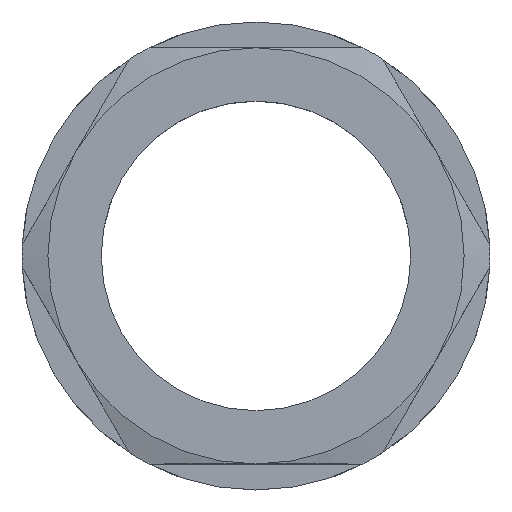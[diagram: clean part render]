
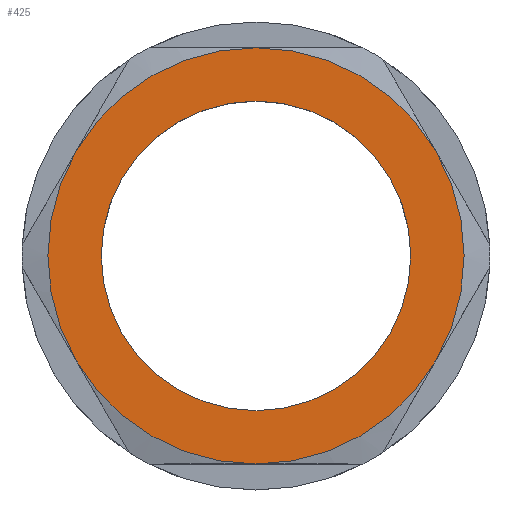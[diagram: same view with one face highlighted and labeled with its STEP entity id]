
A CAD part, top view. The second image highlights one B-rep face of the part: STEP entity #425.
In plain terms, the highlighted planar face has unit normal (0, 0, 1).
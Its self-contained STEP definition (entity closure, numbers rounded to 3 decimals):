
#19 = AXIS2_PLACEMENT_3D ( 'NONE', #441, #440, #437 ) ;
#41 = CIRCLE ( 'NONE', #367, 20.5 ) ;
#47 = ORIENTED_EDGE ( 'NONE', *, *, #427, .F. ) ;
#58 = CIRCLE ( 'NONE', #356, 20.5 ) ;
#65 = FACE_BOUND ( 'NONE', #906, .T. ) ;
#77 = FACE_OUTER_BOUND ( 'NONE', #515, .T. ) ;
#96 = CIRCLE ( 'NONE', #965, 20.5 ) ;
#104 = CIRCLE ( 'NONE', #268, 20.5 ) ;
#117 = CIRCLE ( 'NONE', #177, 20.5 ) ;
#134 = CIRCLE ( 'NONE', #147, 15.25 ) ;
#147 = AXIS2_PLACEMENT_3D ( 'NONE', #600, #598, #597 ) ;
#148 = CARTESIAN_POINT ( 'NONE',  ( -17.754, -10.25, 3.5 ) ) ;
#152 = AXIS2_PLACEMENT_3D ( 'NONE', #626, #622, #618 ) ;
#155 = CIRCLE ( 'NONE', #152, 20.5 ) ;
#171 = VERTEX_POINT ( 'NONE', #595 ) ;
#177 = AXIS2_PLACEMENT_3D ( 'NONE', #681, #679, #678 ) ;
#203 = VERTEX_POINT ( 'NONE', #583 ) ;
#253 = DIRECTION ( 'NONE',  ( 0., 1., 0. ) ) ;
#255 = DIRECTION ( 'NONE',  ( 0., 0., -1. ) ) ;
#259 = CARTESIAN_POINT ( 'NONE',  ( 0., 0., 3.5 ) ) ;
#268 = AXIS2_PLACEMENT_3D ( 'NONE', #762, #760, #759 ) ;
#295 = VERTEX_POINT ( 'NONE', #443 ) ;
#323 = AXIS2_PLACEMENT_3D ( 'NONE', #1003, #952, #950 ) ;
#349 = VERTEX_POINT ( 'NONE', #1056 ) ;
#353 = EDGE_CURVE ( 'NONE', #171, #295, #41, .T. ) ;
#356 = AXIS2_PLACEMENT_3D ( 'NONE', #934, #930, #928 ) ;
#360 = ORIENTED_EDGE ( 'NONE', *, *, #976, .F. ) ;
#367 = AXIS2_PLACEMENT_3D ( 'NONE', #1041, #1034, #1033 ) ;
#375 = VERTEX_POINT ( 'NONE', #1021 ) ;
#413 = VERTEX_POINT ( 'NONE', #964 ) ;
#425 = ADVANCED_FACE ( 'NONE', ( #65, #77 ), #956, .T. ) ;
#427 = EDGE_CURVE ( 'NONE', #295, #413, #58, .T. ) ;
#437 = DIRECTION ( 'NONE',  ( 1., 0., 0. ) ) ;
#440 = DIRECTION ( 'NONE',  ( 0., 0., 1. ) ) ;
#441 = CARTESIAN_POINT ( 'NONE',  ( 0., 0., 3.5 ) ) ;
#443 = CARTESIAN_POINT ( 'NONE',  ( 17.754, 10.25, 3.5 ) ) ;
#486 = ORIENTED_EDGE ( 'NONE', *, *, #755, .F. ) ;
#515 = EDGE_LOOP ( 'NONE', ( #832, #991, #486, #980, #977, #47 ) ) ;
#583 = CARTESIAN_POINT ( 'NONE',  ( -15.25, 0., 3.5 ) ) ;
#595 = CARTESIAN_POINT ( 'NONE',  ( 0., 20.5, 3.5 ) ) ;
#597 = DIRECTION ( 'NONE',  ( 1., 0., 0. ) ) ;
#598 = DIRECTION ( 'NONE',  ( 0., 0., 1. ) ) ;
#600 = CARTESIAN_POINT ( 'NONE',  ( 0., 0., 3.5 ) ) ;
#618 = DIRECTION ( 'NONE',  ( 0., 1., 0. ) ) ;
#622 = DIRECTION ( 'NONE',  ( 0., 0., -1. ) ) ;
#624 = EDGE_CURVE ( 'NONE', #375, #1068, #104, .T. ) ;
#626 = CARTESIAN_POINT ( 'NONE',  ( 0., 0., 3.5 ) ) ;
#678 = DIRECTION ( 'NONE',  ( 0., 1., 0. ) ) ;
#679 = DIRECTION ( 'NONE',  ( 0., 0., -1. ) ) ;
#681 = CARTESIAN_POINT ( 'NONE',  ( 0., 0., 3.5 ) ) ;
#688 = CARTESIAN_POINT ( 'NONE',  ( -17.754, 10.25, 3.5 ) ) ;
#731 = VERTEX_POINT ( 'NONE', #688 ) ;
#755 = EDGE_CURVE ( 'NONE', #1068, #731, #117, .T. ) ;
#759 = DIRECTION ( 'NONE',  ( 0., 1., 0. ) ) ;
#760 = DIRECTION ( 'NONE',  ( 0., 0., -1. ) ) ;
#762 = CARTESIAN_POINT ( 'NONE',  ( 0., 0., 3.5 ) ) ;
#821 = EDGE_CURVE ( 'NONE', #731, #171, #155, .T. ) ;
#832 = ORIENTED_EDGE ( 'NONE', *, *, #353, .F. ) ;
#843 = EDGE_CURVE ( 'NONE', #349, #203, #134, .T. ) ;
#902 = CIRCLE ( 'NONE', #19, 15.25 ) ;
#906 = EDGE_LOOP ( 'NONE', ( #985, #360 ) ) ;
#928 = DIRECTION ( 'NONE',  ( 0., 1., 0. ) ) ;
#930 = DIRECTION ( 'NONE',  ( 0., 0., -1. ) ) ;
#934 = CARTESIAN_POINT ( 'NONE',  ( 0., 0., 3.5 ) ) ;
#950 = DIRECTION ( 'NONE',  ( 1., 0., 0. ) ) ;
#952 = DIRECTION ( 'NONE',  ( 0., 0., 1. ) ) ;
#956 = PLANE ( 'NONE',  #323 ) ;
#964 = CARTESIAN_POINT ( 'NONE',  ( 17.754, -10.25, 3.5 ) ) ;
#965 = AXIS2_PLACEMENT_3D ( 'NONE', #259, #255, #253 ) ;
#976 = EDGE_CURVE ( 'NONE', #203, #349, #902, .T. ) ;
#977 = ORIENTED_EDGE ( 'NONE', *, *, #1046, .F. ) ;
#980 = ORIENTED_EDGE ( 'NONE', *, *, #624, .F. ) ;
#985 = ORIENTED_EDGE ( 'NONE', *, *, #843, .F. ) ;
#991 = ORIENTED_EDGE ( 'NONE', *, *, #821, .F. ) ;
#1003 = CARTESIAN_POINT ( 'NONE',  ( 0., 0., 3.5 ) ) ;
#1021 = CARTESIAN_POINT ( 'NONE',  ( 0., -20.5, 3.5 ) ) ;
#1033 = DIRECTION ( 'NONE',  ( 0., 1., 0. ) ) ;
#1034 = DIRECTION ( 'NONE',  ( 0., 0., -1. ) ) ;
#1041 = CARTESIAN_POINT ( 'NONE',  ( 0., 0., 3.5 ) ) ;
#1046 = EDGE_CURVE ( 'NONE', #413, #375, #96, .T. ) ;
#1056 = CARTESIAN_POINT ( 'NONE',  ( 15.25, 0., 3.5 ) ) ;
#1068 = VERTEX_POINT ( 'NONE', #148 ) ;
